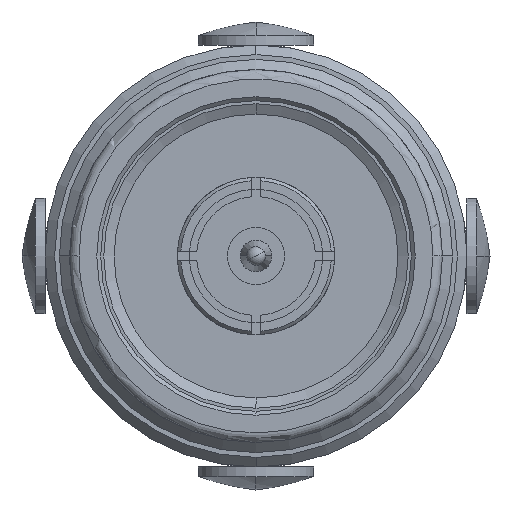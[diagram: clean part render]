
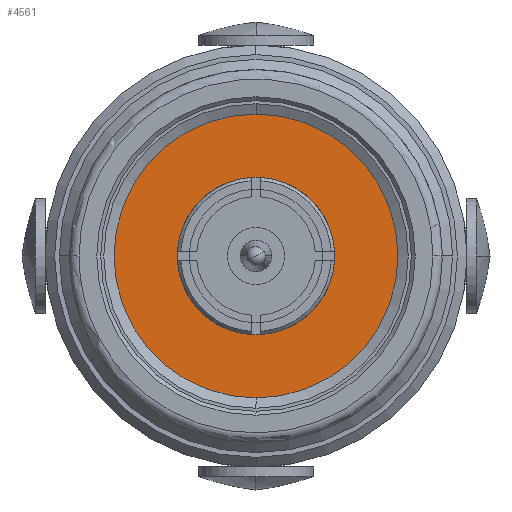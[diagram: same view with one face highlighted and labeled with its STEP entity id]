
A CAD part, front view. The second image highlights one B-rep face of the part: STEP entity #4561.
In plain terms, the highlighted planar face has unit normal (0, -1, 0).
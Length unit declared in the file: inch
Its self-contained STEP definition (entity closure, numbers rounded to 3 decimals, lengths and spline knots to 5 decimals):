
#122 = CIRCLE ( 'NONE', #5995, 0.16142 ) ;
#263 = ORIENTED_EDGE ( 'NONE', *, *, #3840, .T. ) ;
#415 = AXIS2_PLACEMENT_3D ( 'NONE', #6222, #10096, #8429 ) ;
#585 = VERTEX_POINT ( 'NONE', #4339 ) ;
#778 = DIRECTION ( 'NONE',  ( 0., -1., 0. ) ) ;
#1032 = EDGE_CURVE ( 'NONE', #3498, #5021, #9975, .T. ) ;
#1244 = CARTESIAN_POINT ( 'NONE',  ( 0., 0.38898, 0. ) ) ;
#1668 = DIRECTION ( 'NONE',  ( 0., 1., 0. ) ) ;
#1669 = EDGE_CURVE ( 'NONE', #5021, #3498, #4967, .T. ) ;
#2468 = ORIENTED_EDGE ( 'NONE', *, *, #1032, .T. ) ;
#3498 = VERTEX_POINT ( 'NONE', #3549 ) ;
#3549 = CARTESIAN_POINT ( 'NONE',  ( 0., 0.38898, 0.34626 ) ) ;
#3629 = FACE_BOUND ( 'NONE', #5409, .T. ) ;
#3727 = DIRECTION ( 'NONE',  ( 0., 0., 1. ) ) ;
#3807 = VERTEX_POINT ( 'NONE', #4171 ) ;
#3833 = ORIENTED_EDGE ( 'NONE', *, *, #1669, .T. ) ;
#3840 = EDGE_CURVE ( 'NONE', #3807, #585, #5835, .T. ) ;
#4047 = CARTESIAN_POINT ( 'NONE',  ( 0., 0.38898, 0. ) ) ;
#4070 = EDGE_CURVE ( 'NONE', #585, #3807, #122, .T. ) ;
#4171 = CARTESIAN_POINT ( 'NONE',  ( 0., 0.38898, 0.16142 ) ) ;
#4339 = CARTESIAN_POINT ( 'NONE',  ( 0., 0.38898, -0.16142 ) ) ;
#4561 = ADVANCED_FACE ( 'NONE', ( #3629, #5989 ), #8394, .T. ) ;
#4782 = CARTESIAN_POINT ( 'NONE',  ( 0., 0.38898, 0. ) ) ;
#4964 = EDGE_LOOP ( 'NONE', ( #2468, #3833 ) ) ;
#4967 = CIRCLE ( 'NONE', #415, 0.34626 ) ;
#5021 = VERTEX_POINT ( 'NONE', #7163 ) ;
#5246 = DIRECTION ( 'NONE',  ( 0., 0., -1. ) ) ;
#5409 = EDGE_LOOP ( 'NONE', ( #263, #6535 ) ) ;
#5627 = DIRECTION ( 'NONE',  ( 0., 0., 1. ) ) ;
#5835 = CIRCLE ( 'NONE', #8847, 0.16142 ) ;
#5938 = CARTESIAN_POINT ( 'NONE',  ( 0., 0.38898, 0.2815 ) ) ;
#5989 = FACE_OUTER_BOUND ( 'NONE', #4964, .T. ) ;
#5992 = DIRECTION ( 'NONE',  ( 0., 1., 0. ) ) ;
#5995 = AXIS2_PLACEMENT_3D ( 'NONE', #4047, #1668, #9760 ) ;
#6222 = CARTESIAN_POINT ( 'NONE',  ( 0., 0.38898, 0. ) ) ;
#6535 = ORIENTED_EDGE ( 'NONE', *, *, #4070, .T. ) ;
#6623 = AXIS2_PLACEMENT_3D ( 'NONE', #5938, #6678, #5246 ) ;
#6678 = DIRECTION ( 'NONE',  ( 0., -1., 0. ) ) ;
#7163 = CARTESIAN_POINT ( 'NONE',  ( 0., 0.38898, -0.34626 ) ) ;
#7477 = AXIS2_PLACEMENT_3D ( 'NONE', #4782, #778, #5627 ) ;
#8394 = PLANE ( 'NONE',  #6623 ) ;
#8429 = DIRECTION ( 'NONE',  ( 0., 0., 1. ) ) ;
#8847 = AXIS2_PLACEMENT_3D ( 'NONE', #1244, #5992, #3727 ) ;
#9760 = DIRECTION ( 'NONE',  ( 0., 0., 1. ) ) ;
#9975 = CIRCLE ( 'NONE', #7477, 0.34626 ) ;
#10096 = DIRECTION ( 'NONE',  ( 0., -1., 0. ) ) ;
